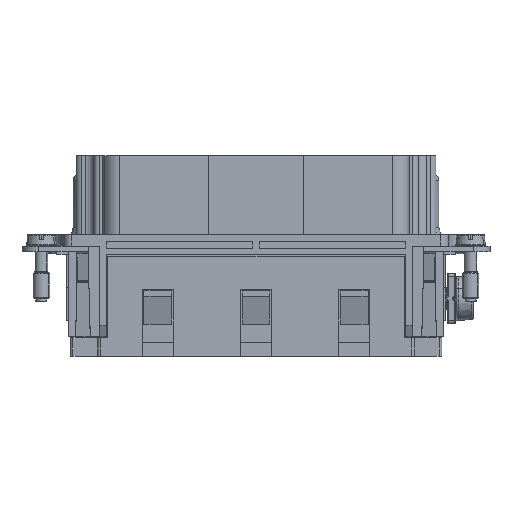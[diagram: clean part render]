
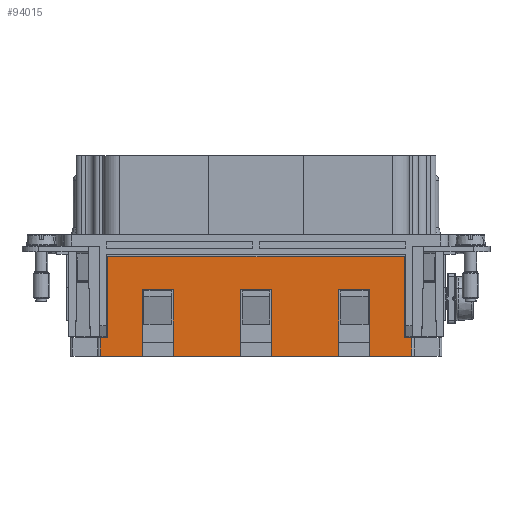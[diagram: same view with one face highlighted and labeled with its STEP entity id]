
A CAD part, left-side view. The second image highlights one B-rep face of the part: STEP entity #94015.
In plain terms, the highlighted planar face has unit normal (-1, 0, 0).
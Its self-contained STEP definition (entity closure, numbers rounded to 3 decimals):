
#93957=AXIS2_PLACEMENT_3D('Plane Axis2P3D',#93954,#93955,#93956) ;
#81139=CARTESIAN_POINT('Line Origine',(0.9,69.,10.675)) ;
#81143=CARTESIAN_POINT('Vertex',(0.9,69.,18.)) ;
#81145=CARTESIAN_POINT('Vertex',(0.9,69.,3.35)) ;
#81180=CARTESIAN_POINT('Vertex',(0.9,15.5,18.)) ;
#81188=CARTESIAN_POINT('Line Origine',(0.9,42.25,18.)) ;
#81207=CARTESIAN_POINT('Line Origine',(0.9,15.5,10.675)) ;
#81211=CARTESIAN_POINT('Vertex',(0.9,15.5,3.35)) ;
#88149=CARTESIAN_POINT('Vertex',(0.9,21.7,0.)) ;
#88152=CARTESIAN_POINT('Line Origine',(0.9,21.7,6.)) ;
#88156=CARTESIAN_POINT('Vertex',(0.9,21.7,12.)) ;
#88230=CARTESIAN_POINT('Line Origine',(0.9,24.5,12.)) ;
#88234=CARTESIAN_POINT('Vertex',(0.9,27.3,12.)) ;
#88254=CARTESIAN_POINT('Line Origine',(0.9,27.3,6.)) ;
#88258=CARTESIAN_POINT('Vertex',(0.9,27.3,0.)) ;
#88296=CARTESIAN_POINT('Vertex',(0.9,45.05,12.)) ;
#88301=CARTESIAN_POINT('Line Origine',(0.9,45.05,6.)) ;
#88305=CARTESIAN_POINT('Vertex',(0.9,45.05,0.)) ;
#88354=CARTESIAN_POINT('Vertex',(0.9,39.45,12.)) ;
#88357=CARTESIAN_POINT('Line Origine',(0.9,42.25,12.)) ;
#88409=CARTESIAN_POINT('Vertex',(0.9,39.45,0.)) ;
#88412=CARTESIAN_POINT('Line Origine',(0.9,39.45,6.)) ;
#88470=CARTESIAN_POINT('Vertex',(0.9,57.2,0.)) ;
#88473=CARTESIAN_POINT('Line Origine',(0.9,57.2,6.)) ;
#88477=CARTESIAN_POINT('Vertex',(0.9,57.2,12.)) ;
#88501=CARTESIAN_POINT('Line Origine',(0.9,60.,12.)) ;
#88505=CARTESIAN_POINT('Vertex',(0.9,62.8,12.)) ;
#88568=CARTESIAN_POINT('Line Origine',(0.9,62.8,6.)) ;
#88572=CARTESIAN_POINT('Vertex',(0.9,62.8,0.)) ;
#93860=CARTESIAN_POINT('Line Origine',(0.9,14.825,3.35)) ;
#93864=CARTESIAN_POINT('Vertex',(0.9,14.15,3.35)) ;
#93908=CARTESIAN_POINT('Vertex',(0.9,14.15,0.)) ;
#93911=CARTESIAN_POINT('Line Origine',(0.9,14.15,9.)) ;
#93954=CARTESIAN_POINT('Axis2P3D Location',(0.9,42.25,0.)) ;
#93959=CARTESIAN_POINT('Line Origine',(0.9,66.575,0.)) ;
#93963=CARTESIAN_POINT('Vertex',(0.9,70.35,0.)) ;
#93966=CARTESIAN_POINT('Line Origine',(0.9,51.125,0.)) ;
#93971=CARTESIAN_POINT('Line Origine',(0.9,33.375,0.)) ;
#93976=CARTESIAN_POINT('Line Origine',(0.9,17.925,0.)) ;
#93981=CARTESIAN_POINT('Line Origine',(0.9,69.675,3.35)) ;
#93985=CARTESIAN_POINT('Vertex',(0.9,70.35,3.35)) ;
#93988=CARTESIAN_POINT('Line Origine',(0.9,70.35,1.675)) ;
#81140=DIRECTION('Vector Direction',(0.,0.,-1.)) ;
#81189=DIRECTION('Vector Direction',(0.,-1.,0.)) ;
#81208=DIRECTION('Vector Direction',(0.,0.,1.)) ;
#88153=DIRECTION('Vector Direction',(0.,0.,1.)) ;
#88231=DIRECTION('Vector Direction',(0.,1.,0.)) ;
#88255=DIRECTION('Vector Direction',(0.,0.,-1.)) ;
#88302=DIRECTION('Vector Direction',(0.,0.,-1.)) ;
#88358=DIRECTION('Vector Direction',(0.,-1.,0.)) ;
#88413=DIRECTION('Vector Direction',(0.,0.,1.)) ;
#88474=DIRECTION('Vector Direction',(0.,0.,-1.)) ;
#88502=DIRECTION('Vector Direction',(0.,-1.,0.)) ;
#88569=DIRECTION('Vector Direction',(0.,0.,1.)) ;
#93861=DIRECTION('Vector Direction',(0.,-1.,0.)) ;
#93912=DIRECTION('Vector Direction',(0.,0.,1.)) ;
#93955=DIRECTION('Axis2P3D Direction',(-1.,0.,0.)) ;
#93956=DIRECTION('Axis2P3D XDirection',(0.,-1.,0.)) ;
#93960=DIRECTION('Vector Direction',(0.,-1.,0.)) ;
#93967=DIRECTION('Vector Direction',(0.,-1.,0.)) ;
#93972=DIRECTION('Vector Direction',(0.,-1.,0.)) ;
#93977=DIRECTION('Vector Direction',(0.,-1.,0.)) ;
#93982=DIRECTION('Vector Direction',(0.,-1.,0.)) ;
#93989=DIRECTION('Vector Direction',(0.,0.,1.)) ;
#81141=VECTOR('Line Direction',#81140,1.) ;
#81190=VECTOR('Line Direction',#81189,1.) ;
#81209=VECTOR('Line Direction',#81208,1.) ;
#88154=VECTOR('Line Direction',#88153,1.) ;
#88232=VECTOR('Line Direction',#88231,1.) ;
#88256=VECTOR('Line Direction',#88255,1.) ;
#88303=VECTOR('Line Direction',#88302,1.) ;
#88359=VECTOR('Line Direction',#88358,1.) ;
#88414=VECTOR('Line Direction',#88413,1.) ;
#88475=VECTOR('Line Direction',#88474,1.) ;
#88503=VECTOR('Line Direction',#88502,1.) ;
#88570=VECTOR('Line Direction',#88569,1.) ;
#93862=VECTOR('Line Direction',#93861,1.) ;
#93913=VECTOR('Line Direction',#93912,1.) ;
#93961=VECTOR('Line Direction',#93960,1.) ;
#93968=VECTOR('Line Direction',#93967,1.) ;
#93973=VECTOR('Line Direction',#93972,1.) ;
#93978=VECTOR('Line Direction',#93977,1.) ;
#93983=VECTOR('Line Direction',#93982,1.) ;
#93990=VECTOR('Line Direction',#93989,1.) ;
#93994=ORIENTED_EDGE('',*,*,#93965,.T.) ;
#93995=ORIENTED_EDGE('',*,*,#88574,.F.) ;
#93996=ORIENTED_EDGE('',*,*,#88507,.F.) ;
#93997=ORIENTED_EDGE('',*,*,#88479,.F.) ;
#93998=ORIENTED_EDGE('',*,*,#93970,.T.) ;
#93999=ORIENTED_EDGE('',*,*,#88307,.F.) ;
#94000=ORIENTED_EDGE('',*,*,#88361,.F.) ;
#94001=ORIENTED_EDGE('',*,*,#88416,.F.) ;
#94002=ORIENTED_EDGE('',*,*,#93975,.T.) ;
#94003=ORIENTED_EDGE('',*,*,#88260,.F.) ;
#94004=ORIENTED_EDGE('',*,*,#88236,.F.) ;
#94005=ORIENTED_EDGE('',*,*,#88158,.F.) ;
#94006=ORIENTED_EDGE('',*,*,#93980,.T.) ;
#94007=ORIENTED_EDGE('',*,*,#93915,.F.) ;
#94008=ORIENTED_EDGE('',*,*,#93866,.F.) ;
#94009=ORIENTED_EDGE('',*,*,#81213,.T.) ;
#94010=ORIENTED_EDGE('',*,*,#81192,.T.) ;
#94011=ORIENTED_EDGE('',*,*,#81147,.T.) ;
#94012=ORIENTED_EDGE('',*,*,#93987,.F.) ;
#94013=ORIENTED_EDGE('',*,*,#93992,.T.) ;
#94015=ADVANCED_FACE('Hauptk\X2\00F6\X0\rper',(#94014),#93958,.T.) ;
#81147=EDGE_CURVE('',#81144,#81146,#81142,.T.) ;
#81192=EDGE_CURVE('',#81181,#81144,#81191,.F.) ;
#81213=EDGE_CURVE('',#81212,#81181,#81210,.T.) ;
#88158=EDGE_CURVE('',#88150,#88157,#88155,.T.) ;
#88236=EDGE_CURVE('',#88157,#88235,#88233,.T.) ;
#88260=EDGE_CURVE('',#88235,#88259,#88257,.T.) ;
#88307=EDGE_CURVE('',#88297,#88306,#88304,.T.) ;
#88361=EDGE_CURVE('',#88355,#88297,#88360,.F.) ;
#88416=EDGE_CURVE('',#88410,#88355,#88415,.T.) ;
#88479=EDGE_CURVE('',#88471,#88478,#88476,.F.) ;
#88507=EDGE_CURVE('',#88478,#88506,#88504,.F.) ;
#88574=EDGE_CURVE('',#88506,#88573,#88571,.F.) ;
#93866=EDGE_CURVE('',#81212,#93865,#93863,.T.) ;
#93915=EDGE_CURVE('',#93865,#93909,#93914,.F.) ;
#93965=EDGE_CURVE('',#93964,#88573,#93962,.T.) ;
#93970=EDGE_CURVE('',#88471,#88306,#93969,.T.) ;
#93975=EDGE_CURVE('',#88410,#88259,#93974,.T.) ;
#93980=EDGE_CURVE('',#88150,#93909,#93979,.T.) ;
#93987=EDGE_CURVE('',#93986,#81146,#93984,.T.) ;
#93992=EDGE_CURVE('',#93986,#93964,#93991,.F.) ;
#93993=EDGE_LOOP('',(#93994,#93995,#93996,#93997,#93998,#93999,#94000,#94001,#94002,#94003,#94004,#94005,#94006,#94007,#94008,#94009,#94010,#94011,#94012,#94013)) ;
#94014=FACE_OUTER_BOUND('',#93993,.T.) ;
#81142=LINE('Line',#81139,#81141) ;
#81191=LINE('Line',#81188,#81190) ;
#81210=LINE('Line',#81207,#81209) ;
#88155=LINE('Line',#88152,#88154) ;
#88233=LINE('Line',#88230,#88232) ;
#88257=LINE('Line',#88254,#88256) ;
#88304=LINE('Line',#88301,#88303) ;
#88360=LINE('Line',#88357,#88359) ;
#88415=LINE('Line',#88412,#88414) ;
#88476=LINE('Line',#88473,#88475) ;
#88504=LINE('Line',#88501,#88503) ;
#88571=LINE('Line',#88568,#88570) ;
#93863=LINE('Line',#93860,#93862) ;
#93914=LINE('Line',#93911,#93913) ;
#93962=LINE('Line',#93959,#93961) ;
#93969=LINE('Line',#93966,#93968) ;
#93974=LINE('Line',#93971,#93973) ;
#93979=LINE('Line',#93976,#93978) ;
#93984=LINE('Line',#93981,#93983) ;
#93991=LINE('Line',#93988,#93990) ;
#93958=PLANE('',#93957) ;
#81144=VERTEX_POINT('',#81143) ;
#81146=VERTEX_POINT('',#81145) ;
#81181=VERTEX_POINT('',#81180) ;
#81212=VERTEX_POINT('',#81211) ;
#88150=VERTEX_POINT('',#88149) ;
#88157=VERTEX_POINT('',#88156) ;
#88235=VERTEX_POINT('',#88234) ;
#88259=VERTEX_POINT('',#88258) ;
#88297=VERTEX_POINT('',#88296) ;
#88306=VERTEX_POINT('',#88305) ;
#88355=VERTEX_POINT('',#88354) ;
#88410=VERTEX_POINT('',#88409) ;
#88471=VERTEX_POINT('',#88470) ;
#88478=VERTEX_POINT('',#88477) ;
#88506=VERTEX_POINT('',#88505) ;
#88573=VERTEX_POINT('',#88572) ;
#93865=VERTEX_POINT('',#93864) ;
#93909=VERTEX_POINT('',#93908) ;
#93964=VERTEX_POINT('',#93963) ;
#93986=VERTEX_POINT('',#93985) ;
